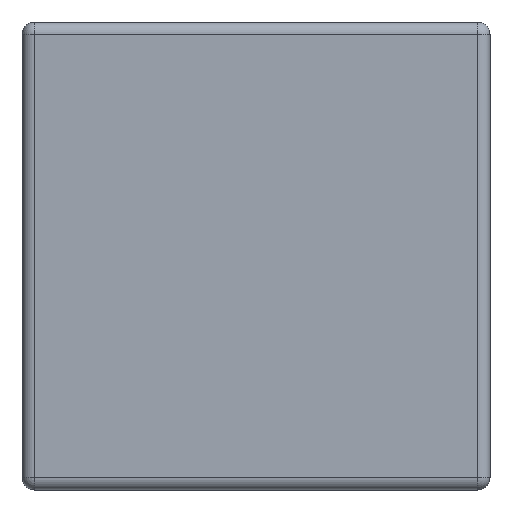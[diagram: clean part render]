
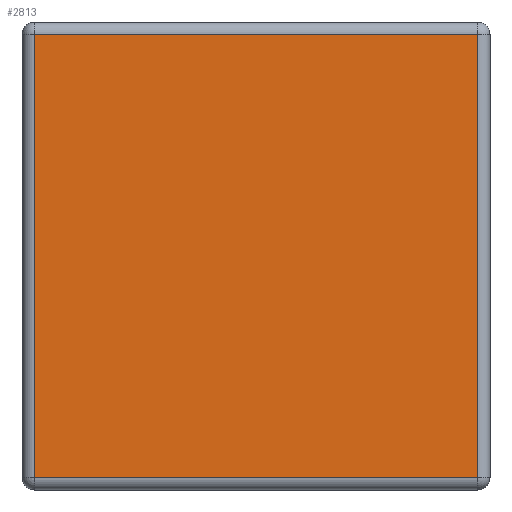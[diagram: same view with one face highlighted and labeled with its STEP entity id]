
A CAD part, front view. The second image highlights one B-rep face of the part: STEP entity #2813.
In plain terms, the highlighted planar face has unit normal (0, -1, 0).
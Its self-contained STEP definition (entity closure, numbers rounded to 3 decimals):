
#2168 = CYLINDRICAL_SURFACE('',#2169,0.025);
#2169 = AXIS2_PLACEMENT_3D('',#2170,#2171,#2172);
#2170 = CARTESIAN_POINT('',(-0.475,-2.425,-0.45));
#2171 = DIRECTION('',(1.,0.,0.));
#2172 = DIRECTION('',(0.,0.,-1.));
#2409 = VERTEX_POINT('',#2410);
#2410 = CARTESIAN_POINT('',(-0.45,-2.45,-0.45));
#2432 = EDGE_CURVE('',#2409,#2433,#2435,.T.);
#2433 = VERTEX_POINT('',#2434);
#2434 = CARTESIAN_POINT('',(0.45,-2.45,-0.45));
#2435 = SURFACE_CURVE('',#2436,(#2440,#2447),.PCURVE_S1.);
#2436 = LINE('',#2437,#2438);
#2437 = CARTESIAN_POINT('',(-0.475,-2.45,-0.45));
#2438 = VECTOR('',#2439,1.);
#2439 = DIRECTION('',(1.,0.,0.));
#2440 = PCURVE('',#2168,#2441);
#2441 = DEFINITIONAL_REPRESENTATION('',(#2442),#2446);
#2442 = LINE('',#2443,#2444);
#2443 = CARTESIAN_POINT('',(-1.571,0.));
#2444 = VECTOR('',#2445,1.);
#2445 = DIRECTION('',(-0.,1.));
#2446 = ( GEOMETRIC_REPRESENTATION_CONTEXT(2) 
PARAMETRIC_REPRESENTATION_CONTEXT() REPRESENTATION_CONTEXT('2D SPACE',''
  ) );
#2447 = PCURVE('',#2448,#2453);
#2448 = PLANE('',#2449);
#2449 = AXIS2_PLACEMENT_3D('',#2450,#2451,#2452);
#2450 = CARTESIAN_POINT('',(0.,-2.45,0.)
  );
#2451 = DIRECTION('',(0.,1.,0.));
#2452 = DIRECTION('',(0.,0.,1.));
#2453 = DEFINITIONAL_REPRESENTATION('',(#2454),#2458);
#2454 = LINE('',#2455,#2456);
#2455 = CARTESIAN_POINT('',(-0.45,-0.475));
#2456 = VECTOR('',#2457,1.);
#2457 = DIRECTION('',(0.,1.));
#2458 = ( GEOMETRIC_REPRESENTATION_CONTEXT(2) 
PARAMETRIC_REPRESENTATION_CONTEXT() REPRESENTATION_CONTEXT('2D SPACE',''
  ) );
#2617 = CYLINDRICAL_SURFACE('',#2618,0.025);
#2618 = AXIS2_PLACEMENT_3D('',#2619,#2620,#2621);
#2619 = CARTESIAN_POINT('',(-0.45,-2.425,0.475));
#2620 = DIRECTION('',(0.,0.,-1.));
#2621 = DIRECTION('',(-1.,-0.,0.));
#2813 = ADVANCED_FACE('',(#2814),#2448,.F.);
#2814 = FACE_BOUND('',#2815,.F.);
#2815 = EDGE_LOOP('',(#2816,#2817,#2840,#2868));
#2816 = ORIENTED_EDGE('',*,*,#2432,.F.);
#2817 = ORIENTED_EDGE('',*,*,#2818,.F.);
#2818 = EDGE_CURVE('',#2819,#2409,#2821,.T.);
#2819 = VERTEX_POINT('',#2820);
#2820 = CARTESIAN_POINT('',(-0.45,-2.45,0.45));
#2821 = SURFACE_CURVE('',#2822,(#2826,#2833),.PCURVE_S1.);
#2822 = LINE('',#2823,#2824);
#2823 = CARTESIAN_POINT('',(-0.45,-2.45,0.475));
#2824 = VECTOR('',#2825,1.);
#2825 = DIRECTION('',(0.,0.,-1.));
#2826 = PCURVE('',#2448,#2827);
#2827 = DEFINITIONAL_REPRESENTATION('',(#2828),#2832);
#2828 = LINE('',#2829,#2830);
#2829 = CARTESIAN_POINT('',(0.475,-0.45));
#2830 = VECTOR('',#2831,1.);
#2831 = DIRECTION('',(-1.,0.));
#2832 = ( GEOMETRIC_REPRESENTATION_CONTEXT(2) 
PARAMETRIC_REPRESENTATION_CONTEXT() REPRESENTATION_CONTEXT('2D SPACE',''
  ) );
#2833 = PCURVE('',#2617,#2834);
#2834 = DEFINITIONAL_REPRESENTATION('',(#2835),#2839);
#2835 = LINE('',#2836,#2837);
#2836 = CARTESIAN_POINT('',(-1.571,0.));
#2837 = VECTOR('',#2838,1.);
#2838 = DIRECTION('',(-0.,1.));
#2839 = ( GEOMETRIC_REPRESENTATION_CONTEXT(2) 
PARAMETRIC_REPRESENTATION_CONTEXT() REPRESENTATION_CONTEXT('2D SPACE',''
  ) );
#2840 = ORIENTED_EDGE('',*,*,#2841,.F.);
#2841 = EDGE_CURVE('',#2842,#2819,#2844,.T.);
#2842 = VERTEX_POINT('',#2843);
#2843 = CARTESIAN_POINT('',(0.45,-2.45,0.45));
#2844 = SURFACE_CURVE('',#2845,(#2849,#2856),.PCURVE_S1.);
#2845 = LINE('',#2846,#2847);
#2846 = CARTESIAN_POINT('',(0.475,-2.45,0.45));
#2847 = VECTOR('',#2848,1.);
#2848 = DIRECTION('',(-1.,0.,0.));
#2849 = PCURVE('',#2448,#2850);
#2850 = DEFINITIONAL_REPRESENTATION('',(#2851),#2855);
#2851 = LINE('',#2852,#2853);
#2852 = CARTESIAN_POINT('',(0.45,0.475));
#2853 = VECTOR('',#2854,1.);
#2854 = DIRECTION('',(0.,-1.));
#2855 = ( GEOMETRIC_REPRESENTATION_CONTEXT(2) 
PARAMETRIC_REPRESENTATION_CONTEXT() REPRESENTATION_CONTEXT('2D SPACE',''
  ) );
#2856 = PCURVE('',#2857,#2862);
#2857 = CYLINDRICAL_SURFACE('',#2858,0.025);
#2858 = AXIS2_PLACEMENT_3D('',#2859,#2860,#2861);
#2859 = CARTESIAN_POINT('',(0.475,-2.425,0.45));
#2860 = DIRECTION('',(-1.,0.,0.));
#2861 = DIRECTION('',(0.,0.,1.));
#2862 = DEFINITIONAL_REPRESENTATION('',(#2863),#2867);
#2863 = LINE('',#2864,#2865);
#2864 = CARTESIAN_POINT('',(-1.571,0.));
#2865 = VECTOR('',#2866,1.);
#2866 = DIRECTION('',(-0.,1.));
#2867 = ( GEOMETRIC_REPRESENTATION_CONTEXT(2) 
PARAMETRIC_REPRESENTATION_CONTEXT() REPRESENTATION_CONTEXT('2D SPACE',''
  ) );
#2868 = ORIENTED_EDGE('',*,*,#2869,.F.);
#2869 = EDGE_CURVE('',#2433,#2842,#2870,.T.);
#2870 = SURFACE_CURVE('',#2871,(#2875,#2882),.PCURVE_S1.);
#2871 = LINE('',#2872,#2873);
#2872 = CARTESIAN_POINT('',(0.45,-2.45,-0.475));
#2873 = VECTOR('',#2874,1.);
#2874 = DIRECTION('',(0.,0.,1.));
#2875 = PCURVE('',#2448,#2876);
#2876 = DEFINITIONAL_REPRESENTATION('',(#2877),#2881);
#2877 = LINE('',#2878,#2879);
#2878 = CARTESIAN_POINT('',(-0.475,0.45));
#2879 = VECTOR('',#2880,1.);
#2880 = DIRECTION('',(1.,0.));
#2881 = ( GEOMETRIC_REPRESENTATION_CONTEXT(2) 
PARAMETRIC_REPRESENTATION_CONTEXT() REPRESENTATION_CONTEXT('2D SPACE',''
  ) );
#2882 = PCURVE('',#2883,#2888);
#2883 = CYLINDRICAL_SURFACE('',#2884,0.025);
#2884 = AXIS2_PLACEMENT_3D('',#2885,#2886,#2887);
#2885 = CARTESIAN_POINT('',(0.45,-2.425,-0.475));
#2886 = DIRECTION('',(0.,0.,1.));
#2887 = DIRECTION('',(1.,0.,0.));
#2888 = DEFINITIONAL_REPRESENTATION('',(#2889),#2893);
#2889 = LINE('',#2890,#2891);
#2890 = CARTESIAN_POINT('',(-1.571,0.));
#2891 = VECTOR('',#2892,1.);
#2892 = DIRECTION('',(-0.,1.));
#2893 = ( GEOMETRIC_REPRESENTATION_CONTEXT(2) 
PARAMETRIC_REPRESENTATION_CONTEXT() REPRESENTATION_CONTEXT('2D SPACE',''
  ) );
